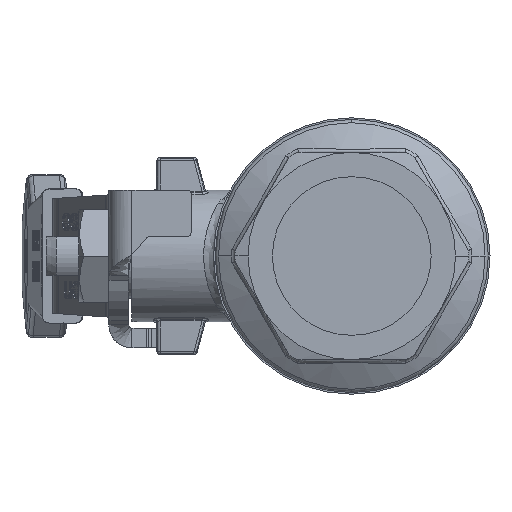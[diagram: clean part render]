
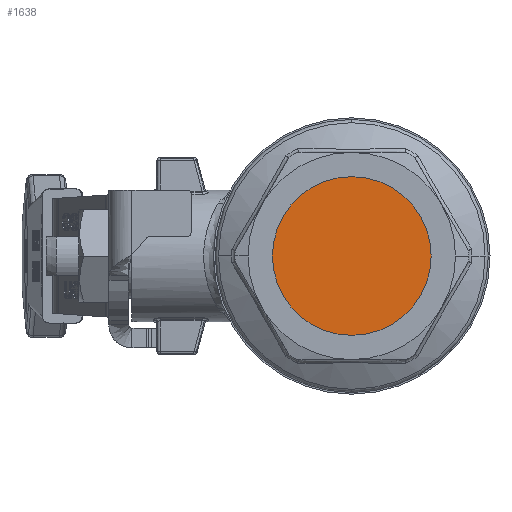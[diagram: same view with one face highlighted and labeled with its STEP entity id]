
A CAD part, left-side view. The second image highlights one B-rep face of the part: STEP entity #1638.
In plain terms, the highlighted planar face has unit normal (-1, 0, 0).
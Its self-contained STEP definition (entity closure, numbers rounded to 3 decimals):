
#1638=ADVANCED_FACE('',(#4630),#4631,.F.);
#4630=FACE_OUTER_BOUND('',#9091,.T.);
#4631=PLANE('',#9092);
#9091=EDGE_LOOP('',(#20181,#20182));
#9092=AXIS2_PLACEMENT_3D('',#20183,#20184,#20185);
#20181=ORIENTED_EDGE('',*,*,#31616,.F.);
#20182=ORIENTED_EDGE('',*,*,#31621,.F.);
#20183=CARTESIAN_POINT('',(-22.5,0.0,0.));
#20184=DIRECTION('',(1.0,0.0,0.));
#20185=DIRECTION('',(0.,0.0,-1.0));
#31616=EDGE_CURVE('',#37230,#37233,#37234,.T.);
#31621=EDGE_CURVE('',#37233,#37230,#37240,.T.);
#37230=VERTEX_POINT('',#45468);
#37233=VERTEX_POINT('',#45472);
#37234=CIRCLE('',#45473,12.059);
#37240=CIRCLE('',#45480,12.059);
#45468=CARTESIAN_POINT('',(-22.5,12.059,0.));
#45472=CARTESIAN_POINT('',(-22.5,-12.059,0.));
#45473=AXIS2_PLACEMENT_3D('',#61557,#61558,#61559);
#45480=AXIS2_PLACEMENT_3D('',#61567,#61568,#61569);
#61557=CARTESIAN_POINT('',(-22.5,0.0,0.));
#61558=DIRECTION('',(1.0,0.0,0.));
#61559=DIRECTION('',(0.,0.0,-1.0));
#61567=CARTESIAN_POINT('',(-22.5,0.0,0.));
#61568=DIRECTION('',(1.0,0.0,0.));
#61569=DIRECTION('',(0.,0.0,-1.0));
